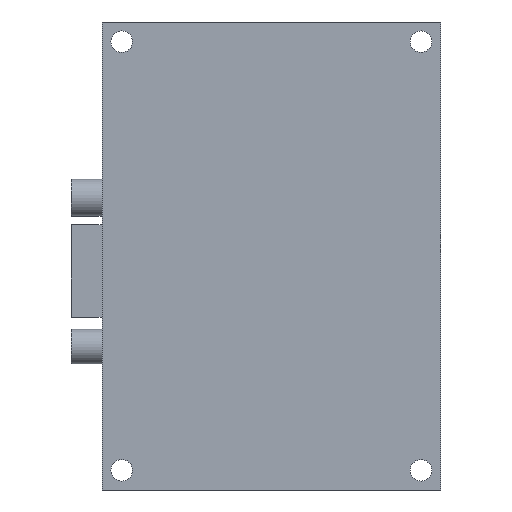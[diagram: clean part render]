
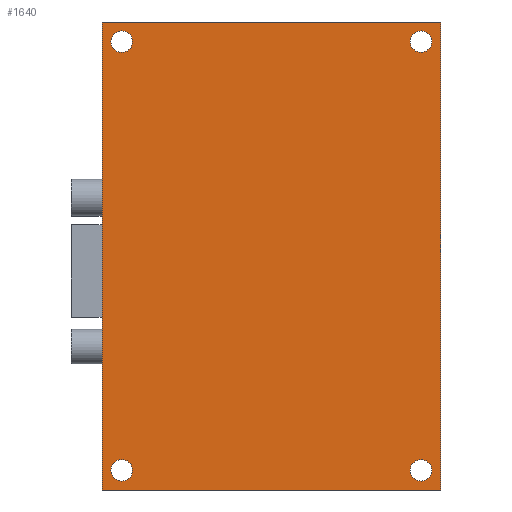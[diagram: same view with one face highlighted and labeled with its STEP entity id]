
A CAD part, front view. The second image highlights one B-rep face of the part: STEP entity #1640.
In plain terms, the highlighted planar face has unit normal (0, -1, 0).
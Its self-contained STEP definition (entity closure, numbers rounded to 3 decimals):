
#6 = CARTESIAN_POINT ( 'NONE',  ( -27.5, 0., 38. ) ) ;
#30 = CARTESIAN_POINT ( 'NONE',  ( -24.3, 0., -36.55 ) ) ;
#32 = EDGE_CURVE ( 'NONE', #577, #1721, #136, .T. ) ;
#43 = VECTOR ( 'NONE', #974, 1000. ) ;
#68 = EDGE_CURVE ( 'NONE', #1111, #1502, #951, .T. ) ;
#77 = EDGE_CURVE ( 'NONE', #828, #1563, #1698, .T. ) ;
#100 = CIRCLE ( 'NONE', #923, 1.75 ) ;
#109 = CIRCLE ( 'NONE', #636, 1.75 ) ;
#123 = DIRECTION ( 'NONE',  ( 0., 1., 0. ) ) ;
#136 = LINE ( 'NONE', #296, #363 ) ;
#165 = CARTESIAN_POINT ( 'NONE',  ( -24.3, 0., -34.8 ) ) ;
#181 = CARTESIAN_POINT ( 'NONE',  ( -27.5, 0., 38. ) ) ;
#193 = ORIENTED_EDGE ( 'NONE', *, *, #32, .F. ) ;
#200 = VERTEX_POINT ( 'NONE', #1025 ) ;
#214 = CARTESIAN_POINT ( 'NONE',  ( -24.3, 0., 34.8 ) ) ;
#258 = EDGE_CURVE ( 'NONE', #1712, #756, #478, .T. ) ;
#271 = CIRCLE ( 'NONE', #627, 1.75 ) ;
#283 = DIRECTION ( 'NONE',  ( 0., 0., 1. ) ) ;
#290 = EDGE_CURVE ( 'NONE', #817, #1189, #100, .T. ) ;
#295 = CARTESIAN_POINT ( 'NONE',  ( 24.3, 0., -33.05 ) ) ;
#296 = CARTESIAN_POINT ( 'NONE',  ( -27.5, 0., -38. ) ) ;
#326 = DIRECTION ( 'NONE',  ( 1., 0., 0. ) ) ;
#332 = CIRCLE ( 'NONE', #1334, 1.75 ) ;
#363 = VECTOR ( 'NONE', #1579, 1000. ) ;
#377 = CARTESIAN_POINT ( 'NONE',  ( -24.3, 0., 33.05 ) ) ;
#388 = AXIS2_PLACEMENT_3D ( 'NONE', #1261, #845, #1128 ) ;
#402 = ORIENTED_EDGE ( 'NONE', *, *, #453, .F. ) ;
#403 = CARTESIAN_POINT ( 'NONE',  ( -24.3, 0., 34.8 ) ) ;
#407 = LINE ( 'NONE', #1682, #43 ) ;
#413 = FACE_BOUND ( 'NONE', #1813, .T. ) ;
#414 = CARTESIAN_POINT ( 'NONE',  ( -24.3, 0., -33.05 ) ) ;
#416 = DIRECTION ( 'NONE',  ( 0., 0., 1. ) ) ;
#422 = FACE_OUTER_BOUND ( 'NONE', #1583, .T. ) ;
#430 = DIRECTION ( 'NONE',  ( 0., 0., -1. ) ) ;
#453 = EDGE_CURVE ( 'NONE', #1721, #1712, #407, .T. ) ;
#455 = ORIENTED_EDGE ( 'NONE', *, *, #1377, .T. ) ;
#469 = ORIENTED_EDGE ( 'NONE', *, *, #68, .T. ) ;
#474 = CARTESIAN_POINT ( 'NONE',  ( -24.3, 0., -34.8 ) ) ;
#478 = LINE ( 'NONE', #181, #1608 ) ;
#515 = DIRECTION ( 'NONE',  ( 0., 0., -1. ) ) ;
#559 = DIRECTION ( 'NONE',  ( 0., 0., 1. ) ) ;
#571 = VECTOR ( 'NONE', #515, 1000. ) ;
#577 = VERTEX_POINT ( 'NONE', #1362 ) ;
#588 = CARTESIAN_POINT ( 'NONE',  ( -27.5, 0., -38. ) ) ;
#590 = EDGE_CURVE ( 'NONE', #756, #577, #1663, .T. ) ;
#594 = ORIENTED_EDGE ( 'NONE', *, *, #1607, .T. ) ;
#618 = DIRECTION ( 'NONE',  ( 0., 1., 0. ) ) ;
#627 = AXIS2_PLACEMENT_3D ( 'NONE', #645, #1180, #1173 ) ;
#636 = AXIS2_PLACEMENT_3D ( 'NONE', #682, #123, #559 ) ;
#645 = CARTESIAN_POINT ( 'NONE',  ( 24.3, 0., 34.8 ) ) ;
#682 = CARTESIAN_POINT ( 'NONE',  ( 24.3, 0., -34.8 ) ) ;
#685 = CIRCLE ( 'NONE', #921, 1.75 ) ;
#718 = AXIS2_PLACEMENT_3D ( 'NONE', #165, #1690, #416 ) ;
#731 = ORIENTED_EDGE ( 'NONE', *, *, #1087, .T. ) ;
#756 = VERTEX_POINT ( 'NONE', #1174 ) ;
#779 = DIRECTION ( 'NONE',  ( 0., 1., 0. ) ) ;
#810 = AXIS2_PLACEMENT_3D ( 'NONE', #1259, #1406, #430 ) ;
#816 = VERTEX_POINT ( 'NONE', #1822 ) ;
#817 = VERTEX_POINT ( 'NONE', #1095 ) ;
#828 = VERTEX_POINT ( 'NONE', #414 ) ;
#845 = DIRECTION ( 'NONE',  ( 0., 1., 0. ) ) ;
#920 = ORIENTED_EDGE ( 'NONE', *, *, #590, .F. ) ;
#921 = AXIS2_PLACEMENT_3D ( 'NONE', #1266, #1714, #283 ) ;
#923 = AXIS2_PLACEMENT_3D ( 'NONE', #214, #779, #1465 ) ;
#951 = CIRCLE ( 'NONE', #388, 1.75 ) ;
#974 = DIRECTION ( 'NONE',  ( 0., 0., 1. ) ) ;
#1025 = CARTESIAN_POINT ( 'NONE',  ( 24.3, 0., 33.05 ) ) ;
#1060 = ORIENTED_EDGE ( 'NONE', *, *, #77, .T. ) ;
#1078 = EDGE_CURVE ( 'NONE', #1563, #828, #1511, .T. ) ;
#1087 = EDGE_CURVE ( 'NONE', #200, #816, #271, .T. ) ;
#1092 = DIRECTION ( 'NONE',  ( 0., 1., 0. ) ) ;
#1095 = CARTESIAN_POINT ( 'NONE',  ( -24.3, 0., 36.55 ) ) ;
#1111 = VERTEX_POINT ( 'NONE', #1630 ) ;
#1128 = DIRECTION ( 'NONE',  ( 0., 0., 1. ) ) ;
#1159 = ORIENTED_EDGE ( 'NONE', *, *, #290, .T. ) ;
#1173 = DIRECTION ( 'NONE',  ( 0., 0., 1. ) ) ;
#1174 = CARTESIAN_POINT ( 'NONE',  ( 27.5, 0., 38. ) ) ;
#1180 = DIRECTION ( 'NONE',  ( 0., 1., 0. ) ) ;
#1189 = VERTEX_POINT ( 'NONE', #377 ) ;
#1223 = EDGE_CURVE ( 'NONE', #1189, #817, #332, .T. ) ;
#1259 = CARTESIAN_POINT ( 'NONE',  ( 0., 0., 0. ) ) ;
#1261 = CARTESIAN_POINT ( 'NONE',  ( 24.3, 0., -34.8 ) ) ;
#1266 = CARTESIAN_POINT ( 'NONE',  ( 24.3, 0., 34.8 ) ) ;
#1283 = ORIENTED_EDGE ( 'NONE', *, *, #258, .F. ) ;
#1334 = AXIS2_PLACEMENT_3D ( 'NONE', #403, #1092, #1666 ) ;
#1362 = CARTESIAN_POINT ( 'NONE',  ( 27.5, 0., -38. ) ) ;
#1376 = FACE_BOUND ( 'NONE', #1513, .T. ) ;
#1377 = EDGE_CURVE ( 'NONE', #816, #200, #685, .T. ) ;
#1406 = DIRECTION ( 'NONE',  ( 0., -1., 0. ) ) ;
#1424 = AXIS2_PLACEMENT_3D ( 'NONE', #474, #618, #1471 ) ;
#1465 = DIRECTION ( 'NONE',  ( 0., 0., 1. ) ) ;
#1471 = DIRECTION ( 'NONE',  ( 0., 0., 1. ) ) ;
#1477 = ORIENTED_EDGE ( 'NONE', *, *, #1078, .T. ) ;
#1502 = VERTEX_POINT ( 'NONE', #295 ) ;
#1511 = CIRCLE ( 'NONE', #1424, 1.75 ) ;
#1513 = EDGE_LOOP ( 'NONE', ( #1159, #1685 ) ) ;
#1525 = CARTESIAN_POINT ( 'NONE',  ( 27.5, 0., 38. ) ) ;
#1546 = FACE_BOUND ( 'NONE', #1750, .T. ) ;
#1557 = PLANE ( 'NONE',  #810 ) ;
#1563 = VERTEX_POINT ( 'NONE', #30 ) ;
#1579 = DIRECTION ( 'NONE',  ( -1., 0., 0. ) ) ;
#1583 = EDGE_LOOP ( 'NONE', ( #920, #1283, #402, #193 ) ) ;
#1607 = EDGE_CURVE ( 'NONE', #1502, #1111, #109, .T. ) ;
#1608 = VECTOR ( 'NONE', #326, 1000. ) ;
#1610 = EDGE_LOOP ( 'NONE', ( #1060, #1477 ) ) ;
#1630 = CARTESIAN_POINT ( 'NONE',  ( 24.3, 0., -36.55 ) ) ;
#1640 = ADVANCED_FACE ( 'NONE', ( #1809, #413, #1546, #1376, #422 ), #1557, .T. ) ;
#1663 = LINE ( 'NONE', #1525, #571 ) ;
#1666 = DIRECTION ( 'NONE',  ( 0., 0., 1. ) ) ;
#1682 = CARTESIAN_POINT ( 'NONE',  ( -27.5, 0., 38. ) ) ;
#1685 = ORIENTED_EDGE ( 'NONE', *, *, #1223, .T. ) ;
#1690 = DIRECTION ( 'NONE',  ( 0., 1., 0. ) ) ;
#1698 = CIRCLE ( 'NONE', #718, 1.75 ) ;
#1712 = VERTEX_POINT ( 'NONE', #6 ) ;
#1714 = DIRECTION ( 'NONE',  ( 0., 1., 0. ) ) ;
#1721 = VERTEX_POINT ( 'NONE', #588 ) ;
#1750 = EDGE_LOOP ( 'NONE', ( #455, #731 ) ) ;
#1809 = FACE_BOUND ( 'NONE', #1610, .T. ) ;
#1813 = EDGE_LOOP ( 'NONE', ( #594, #469 ) ) ;
#1822 = CARTESIAN_POINT ( 'NONE',  ( 24.3, 0., 36.55 ) ) ;
